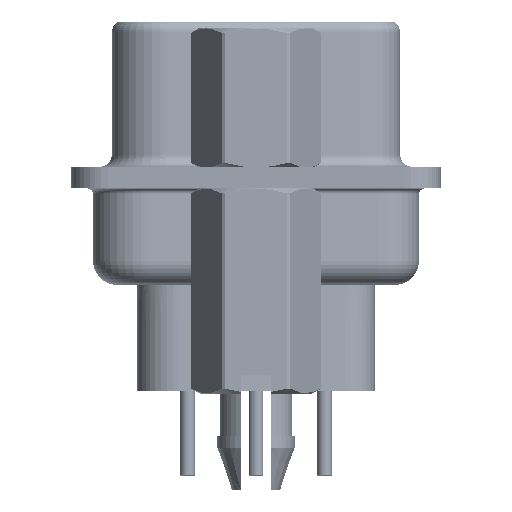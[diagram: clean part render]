
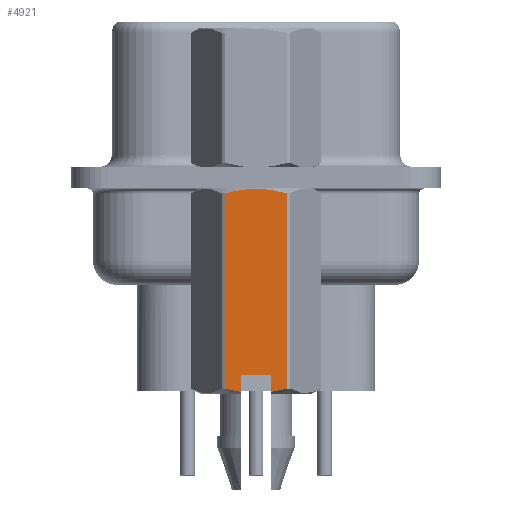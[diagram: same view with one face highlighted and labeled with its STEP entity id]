
A CAD part, left-side view. The second image highlights one B-rep face of the part: STEP entity #4921.
In plain terms, the highlighted planar face has unit normal (-1, 0, 0).
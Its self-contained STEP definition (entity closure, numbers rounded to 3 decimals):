
#655 = VECTOR ( 'NONE', #33777, 1000. ) ;
#745 = CARTESIAN_POINT ( 'NONE',  ( -2.381, 0.215, -0.468 ) ) ;
#1761 = EDGE_CURVE ( 'NONE', #43394, #3942, #39956, .T. ) ;
#3942 = VERTEX_POINT ( 'NONE', #56343 ) ;
#4921 = ADVANCED_FACE ( 'NONE', ( #37842 ), #52091, .T. ) ;
#5052 = VECTOR ( 'NONE', #5961, 1000. ) ;
#5961 = DIRECTION ( 'NONE',  ( 0., 0., -1. ) ) ;
#6278 = CARTESIAN_POINT ( 'NONE',  ( -2.381, -0.625, -8.2 ) ) ;
#6649 = VECTOR ( 'NONE', #10602, 1000. ) ;
#6669 = EDGE_CURVE ( 'NONE', #54462, #25152, #59078, .T. ) ;
#9428 = CARTESIAN_POINT ( 'NONE',  ( -2.381, 0.858, -0.55 ) ) ;
#9717 = CARTESIAN_POINT ( 'NONE',  ( -2.381, 0., -0.468 ) ) ;
#10602 = DIRECTION ( 'NONE',  ( 0., 0., 1. ) ) ;
#11441 = EDGE_CURVE ( 'NONE', #36000, #34538, #20802, .T. ) ;
#11607 = CARTESIAN_POINT ( 'NONE',  ( -2.381, -0.215, -0.468 ) ) ;
#11872 = CARTESIAN_POINT ( 'NONE',  ( -2.381, 1.273, -8.748 ) ) ;
#12082 = CARTESIAN_POINT ( 'NONE',  ( -2.381, -1.273, -8.748 ) ) ;
#13261 = CARTESIAN_POINT ( 'NONE',  ( -2.381, -1.273, -8.748 ) ) ;
#13482 = EDGE_LOOP ( 'NONE', ( #36383, #23240, #58140, #42543, #48431, #22885, #60580, #36785, #40881 ) ) ;
#14356 = B_SPLINE_CURVE_WITH_KNOTS ( 'NONE', 3,
 ( #40355, #45021, #43801, #54308, #11607, #21516 ),
 .UNSPECIFIED., .F., .F.,
 ( 4, 2, 4 ),
 ( 0.003, 0.003, 0.004 ),
 .UNSPECIFIED. ) ;
#15058 = CARTESIAN_POINT ( 'NONE',  ( -2.381, 0.845, -8.853 ) ) ;
#15976 = CARTESIAN_POINT ( 'NONE',  ( -2.381, 0.625, -8.885 ) ) ;
#16817 = CARTESIAN_POINT ( 'NONE',  ( -2.381, 0., -0.468 ) ) ;
#17548 = CARTESIAN_POINT ( 'NONE',  ( -2.381, -1.375, 7.399 ) ) ;
#18663 = CARTESIAN_POINT ( 'NONE',  ( -2.381, 0.625, -8.2 ) ) ;
#20802 = LINE ( 'NONE', #25422, #6649 ) ;
#21108 = CARTESIAN_POINT ( 'NONE',  ( -2.381, 0.625, -8.885 ) ) ;
#21516 = CARTESIAN_POINT ( 'NONE',  ( -2.381, 0., -0.468 ) ) ;
#22337 = B_SPLINE_CURVE_WITH_KNOTS ( 'NONE', 3,
 ( #24312, #38830, #15058, #15976 ),
 .UNSPECIFIED., .F., .F.,
 ( 4, 4 ),
 ( 0.001, 0.002 ),
 .UNSPECIFIED. ) ;
#22885 = ORIENTED_EDGE ( 'NONE', *, *, #53682, .T. ) ;
#23240 = ORIENTED_EDGE ( 'NONE', *, *, #50467, .F. ) ;
#24312 = CARTESIAN_POINT ( 'NONE',  ( -2.381, 1.273, -8.748 ) ) ;
#24626 = LINE ( 'NONE', #30187, #30755 ) ;
#24639 = CARTESIAN_POINT ( 'NONE',  ( -2.381, -0.625, -8.2 ) ) ;
#25152 = VERTEX_POINT ( 'NONE', #30788 ) ;
#25422 = CARTESIAN_POINT ( 'NONE',  ( -2.381, -1.273, 0.581 ) ) ;
#25479 = CARTESIAN_POINT ( 'NONE',  ( -2.381, 1.273, 0.581 ) ) ;
#25545 = DIRECTION ( 'NONE',  ( 0., 1., 0. ) ) ;
#27650 = CARTESIAN_POINT ( 'NONE',  ( -2.381, -1.273, -0.652 ) ) ;
#27979 = CARTESIAN_POINT ( 'NONE',  ( -2.381, 1.273, -0.652 ) ) ;
#28566 = CARTESIAN_POINT ( 'NONE',  ( -2.381, 1.066, -0.596 ) ) ;
#29450 = LINE ( 'NONE', #18663, #655 ) ;
#30187 = CARTESIAN_POINT ( 'NONE',  ( -2.381, -0.625, -8.2 ) ) ;
#30755 = VECTOR ( 'NONE', #25545, 1000. ) ;
#30788 = CARTESIAN_POINT ( 'NONE',  ( -2.381, 1.273, -0.652 ) ) ;
#32394 = CARTESIAN_POINT ( 'NONE',  ( -2.381, -1.06, -8.806 ) ) ;
#32898 = CARTESIAN_POINT ( 'NONE',  ( -2.381, 0.625, -8.2 ) ) ;
#33777 = DIRECTION ( 'NONE',  ( 0., 0., -1. ) ) ;
#34538 = VERTEX_POINT ( 'NONE', #27650 ) ;
#36000 = VERTEX_POINT ( 'NONE', #12082 ) ;
#36378 = DIRECTION ( 'NONE',  ( 0., 0., 1. ) ) ;
#36383 = ORIENTED_EDGE ( 'NONE', *, *, #58590, .F. ) ;
#36785 = ORIENTED_EDGE ( 'NONE', *, *, #56792, .T. ) ;
#37039 = VECTOR ( 'NONE', #45271, 1000. ) ;
#37258 = CARTESIAN_POINT ( 'NONE',  ( -2.381, 0.432, -0.485 ) ) ;
#37842 = FACE_OUTER_BOUND ( 'NONE', #13482, .T. ) ;
#38830 = CARTESIAN_POINT ( 'NONE',  ( -2.381, 1.06, -8.806 ) ) ;
#39956 = LINE ( 'NONE', #6278, #5052 ) ;
#40355 = CARTESIAN_POINT ( 'NONE',  ( -2.381, -1.273, -0.652 ) ) ;
#40822 = VERTEX_POINT ( 'NONE', #32898 ) ;
#40881 = ORIENTED_EDGE ( 'NONE', *, *, #46467, .T. ) ;
#42543 = ORIENTED_EDGE ( 'NONE', *, *, #43122, .T. ) ;
#43122 = EDGE_CURVE ( 'NONE', #3942, #36000, #46220, .T. ) ;
#43394 = VERTEX_POINT ( 'NONE', #24639 ) ;
#43801 = CARTESIAN_POINT ( 'NONE',  ( -2.381, -0.853, -0.549 ) ) ;
#45021 = CARTESIAN_POINT ( 'NONE',  ( -2.381, -1.065, -0.596 ) ) ;
#45271 = DIRECTION ( 'NONE',  ( 0., 0., -1. ) ) ;
#45281 = AXIS2_PLACEMENT_3D ( 'NONE', #17548, #56734, #36378 ) ;
#46220 = B_SPLINE_CURVE_WITH_KNOTS ( 'NONE', 3,
 ( #56244, #61207, #32394, #13261 ),
 .UNSPECIFIED., .F., .F.,
 ( 4, 4 ),
 ( 0.003, 0.004 ),
 .UNSPECIFIED. ) ;
#46467 = EDGE_CURVE ( 'NONE', #52792, #53414, #22337, .T. ) ;
#48431 = ORIENTED_EDGE ( 'NONE', *, *, #11441, .T. ) ;
#50467 = EDGE_CURVE ( 'NONE', #43394, #40822, #24626, .T. ) ;
#52091 = PLANE ( 'NONE',  #45281 ) ;
#52792 = VERTEX_POINT ( 'NONE', #11872 ) ;
#53414 = VERTEX_POINT ( 'NONE', #21108 ) ;
#53682 = EDGE_CURVE ( 'NONE', #34538, #54462, #14356, .T. ) ;
#54308 = CARTESIAN_POINT ( 'NONE',  ( -2.381, -0.428, -0.485 ) ) ;
#54462 = VERTEX_POINT ( 'NONE', #16817 ) ;
#56244 = CARTESIAN_POINT ( 'NONE',  ( -2.381, -0.625, -8.885 ) ) ;
#56343 = CARTESIAN_POINT ( 'NONE',  ( -2.381, -0.625, -8.885 ) ) ;
#56734 = DIRECTION ( 'NONE',  ( -1., 0., 0. ) ) ;
#56792 = EDGE_CURVE ( 'NONE', #25152, #52792, #58611, .T. ) ;
#58140 = ORIENTED_EDGE ( 'NONE', *, *, #1761, .T. ) ;
#58590 = EDGE_CURVE ( 'NONE', #40822, #53414, #29450, .T. ) ;
#58611 = LINE ( 'NONE', #25479, #37039 ) ;
#59078 = B_SPLINE_CURVE_WITH_KNOTS ( 'NONE', 3,
 ( #9717, #745, #37258, #9428, #28566, #27979 ),
 .UNSPECIFIED., .F., .F.,
 ( 4, 2, 4 ),
 ( 0.004, 0.004, 0.005 ),
 .UNSPECIFIED. ) ;
#60580 = ORIENTED_EDGE ( 'NONE', *, *, #6669, .T. ) ;
#61207 = CARTESIAN_POINT ( 'NONE',  ( -2.381, -0.842, -8.854 ) ) ;
